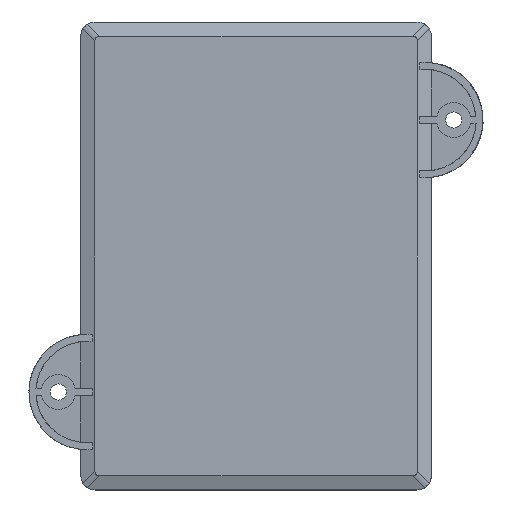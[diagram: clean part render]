
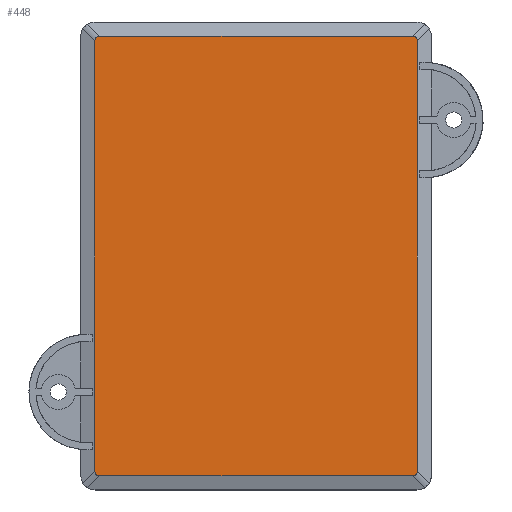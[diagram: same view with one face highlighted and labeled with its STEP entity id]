
A CAD part, front view. The second image highlights one B-rep face of the part: STEP entity #448.
In plain terms, the highlighted planar face has unit normal (0, -1, 0).
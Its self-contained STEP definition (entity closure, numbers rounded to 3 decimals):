
#407 = VERTEX_POINT ( 'NONE', #28158 ) ;
#435 = VERTEX_POINT ( 'NONE', #28210 ) ;
#443 = ORIENTED_EDGE ( 'NONE', *, *, #451, .T. ) ;
#444 = EDGE_LOOP ( 'NONE', ( #443, #447, #446, #32115, #470, #473, #457, #454 ) ) ;
#446 = ORIENTED_EDGE ( 'NONE', *, *, #27178, .T. ) ;
#447 = ORIENTED_EDGE ( 'NONE', *, *, #449, .T. ) ;
#448 = ADVANCED_FACE ( 'NONE', ( #28196 ), #28193, .T. ) ;
#449 = EDGE_CURVE ( 'NONE', #407, #27152, #28233, .T. ) ;
#451 = EDGE_CURVE ( 'NONE', #435, #407, #28198, .T. ) ;
#454 = ORIENTED_EDGE ( 'NONE', *, *, #462, .T. ) ;
#457 = ORIENTED_EDGE ( 'NONE', *, *, #27007, .T. ) ;
#459 = EDGE_CURVE ( 'NONE', #474, #472, #28250, .T. ) ;
#462 = EDGE_CURVE ( 'NONE', #27035, #435, #28242, .T. ) ;
#467 = EDGE_CURVE ( 'NONE', #472, #27028, #28265, .T. ) ;
#470 = ORIENTED_EDGE ( 'NONE', *, *, #459, .T. ) ;
#472 = VERTEX_POINT ( 'NONE', #28272 ) ;
#473 = ORIENTED_EDGE ( 'NONE', *, *, #467, .T. ) ;
#474 = VERTEX_POINT ( 'NONE', #28267 ) ;
#485 = EDGE_CURVE ( 'NONE', #27170, #474, #28287, .T. ) ;
#22733 = DIRECTION ( 'NONE',  ( 0., 0., -1. ) ) ;
#22734 = VECTOR ( 'NONE', #22733, 1000. ) ;
#22735 = CARTESIAN_POINT ( 'NONE',  ( 2.762, 0., -80.253 ) ) ;
#22736 = LINE ( 'NONE', #22735, #22734 ) ;
#22790 = CARTESIAN_POINT ( 'NONE',  ( 2.762, 0., -76.961 ) ) ;
#22797 = CARTESIAN_POINT ( 'NONE',  ( 2.762, 0., -2.355 ) ) ;
#22986 = CARTESIAN_POINT ( 'NONE',  ( 58.652, 0., -76.961 ) ) ;
#23046 = CARTESIAN_POINT ( 'NONE',  ( 58.652, 0., -2.355 ) ) ;
#23065 = DIRECTION ( 'NONE',  ( 0., 0., 1. ) ) ;
#23066 = VECTOR ( 'NONE', #23065, 1000. ) ;
#23067 = CARTESIAN_POINT ( 'NONE',  ( 58.652, 0., 0.936 ) ) ;
#23068 = LINE ( 'NONE', #23067, #23066 ) ;
#27007 = EDGE_CURVE ( 'NONE', #27028, #27035, #22736, .T. ) ;
#27028 = VERTEX_POINT ( 'NONE', #22797 ) ;
#27035 = VERTEX_POINT ( 'NONE', #22790 ) ;
#27152 = VERTEX_POINT ( 'NONE', #22986 ) ;
#27170 = VERTEX_POINT ( 'NONE', #23046 ) ;
#27178 = EDGE_CURVE ( 'NONE', #27152, #27170, #23068, .T. ) ;
#28158 = CARTESIAN_POINT ( 'NONE',  ( 57.81, 0., -77.803 ) ) ;
#28188 = DIRECTION ( 'NONE',  ( 0., -1., 0. ) ) ;
#28189 = CARTESIAN_POINT ( 'NONE',  ( 0., 0., 0. ) ) ;
#28190 = AXIS2_PLACEMENT_3D ( 'NONE', #28189, #28188, #28236 ) ;
#28193 = PLANE ( 'NONE',  #28190 ) ;
#28196 = FACE_OUTER_BOUND ( 'NONE', #444, .T. ) ;
#28198 = LINE ( 'NONE', #28228, #28227 ) ;
#28210 = CARTESIAN_POINT ( 'NONE',  ( 3.604, 0., -77.803 ) ) ;
#28226 = DIRECTION ( 'NONE',  ( 1., 0., 0. ) ) ;
#28227 = VECTOR ( 'NONE', #28226, 1000. ) ;
#28228 = CARTESIAN_POINT ( 'NONE',  ( 61.102, 0., -77.803 ) ) ;
#28229 = CARTESIAN_POINT ( 'NONE',  ( 58.652, 0., -76.961 ) ) ;
#28230 = CARTESIAN_POINT ( 'NONE',  ( 58.652, 0., -77.517 ) ) ;
#28231 = CARTESIAN_POINT ( 'NONE',  ( 58.366, 0., -77.803 ) ) ;
#28232 = CARTESIAN_POINT ( 'NONE',  ( 57.81, 0., -77.803 ) ) ;
#28233 =( BOUNDED_CURVE ( )  B_SPLINE_CURVE ( 3, ( #28232, #28231, #28230, #28229 ),
 .UNSPECIFIED., .F., .T. ) 
 B_SPLINE_CURVE_WITH_KNOTS ( ( 4, 4 ),
 ( 2.9, 3.383 ),
 .UNSPECIFIED. ) 
 CURVE ( )  GEOMETRIC_REPRESENTATION_ITEM ( )  RATIONAL_B_SPLINE_CURVE ( ( 1., 0.981, 0.981, 1. ) ) 
 REPRESENTATION_ITEM ( '' )  );
#28236 = DIRECTION ( 'NONE',  ( 0., 0., -1. ) ) ;
#28237 = CARTESIAN_POINT ( 'NONE',  ( 3.604, 0., -77.803 ) ) ;
#28238 = CARTESIAN_POINT ( 'NONE',  ( 3.048, 0., -77.803 ) ) ;
#28239 = CARTESIAN_POINT ( 'NONE',  ( 2.762, 0., -77.517 ) ) ;
#28240 = CARTESIAN_POINT ( 'NONE',  ( 2.762, 0., -76.961 ) ) ;
#28242 =( BOUNDED_CURVE ( )  B_SPLINE_CURVE ( 3, ( #28240, #28239, #28238, #28237 ),
 .UNSPECIFIED., .F., .T. ) 
 B_SPLINE_CURVE_WITH_KNOTS ( ( 4, 4 ),
 ( 2.9, 3.383 ),
 .UNSPECIFIED. ) 
 CURVE ( )  GEOMETRIC_REPRESENTATION_ITEM ( )  RATIONAL_B_SPLINE_CURVE ( ( 1., 0.981, 0.981, 1. ) ) 
 REPRESENTATION_ITEM ( '' )  );
#28247 = DIRECTION ( 'NONE',  ( -1., 0., 0. ) ) ;
#28248 = VECTOR ( 'NONE', #28247, 1000. ) ;
#28249 = CARTESIAN_POINT ( 'NONE',  ( 0.312, 0., -1.514 ) ) ;
#28250 = LINE ( 'NONE', #28249, #28248 ) ;
#28259 = CARTESIAN_POINT ( 'NONE',  ( 2.762, 0., -2.355 ) ) ;
#28260 = CARTESIAN_POINT ( 'NONE',  ( 2.762, 0., -1.8 ) ) ;
#28261 = CARTESIAN_POINT ( 'NONE',  ( 3.048, 0., -1.514 ) ) ;
#28262 = CARTESIAN_POINT ( 'NONE',  ( 3.604, 0., -1.514 ) ) ;
#28265 =( BOUNDED_CURVE ( )  B_SPLINE_CURVE ( 3, ( #28262, #28261, #28260, #28259 ),
 .UNSPECIFIED., .F., .T. ) 
 B_SPLINE_CURVE_WITH_KNOTS ( ( 4, 4 ),
 ( 6.042, 6.525 ),
 .UNSPECIFIED. ) 
 CURVE ( )  GEOMETRIC_REPRESENTATION_ITEM ( )  RATIONAL_B_SPLINE_CURVE ( ( 1., 0.981, 0.981, 1. ) ) 
 REPRESENTATION_ITEM ( '' )  );
#28267 = CARTESIAN_POINT ( 'NONE',  ( 57.81, 0., -1.514 ) ) ;
#28272 = CARTESIAN_POINT ( 'NONE',  ( 3.604, 0., -1.514 ) ) ;
#28283 = CARTESIAN_POINT ( 'NONE',  ( 57.81, 0., -1.514 ) ) ;
#28284 = CARTESIAN_POINT ( 'NONE',  ( 58.366, 0., -1.514 ) ) ;
#28285 = CARTESIAN_POINT ( 'NONE',  ( 58.652, 0., -1.8 ) ) ;
#28286 = CARTESIAN_POINT ( 'NONE',  ( 58.652, 0., -2.355 ) ) ;
#28287 =( BOUNDED_CURVE ( )  B_SPLINE_CURVE ( 3, ( #28286, #28285, #28284, #28283 ),
 .UNSPECIFIED., .F., .T. ) 
 B_SPLINE_CURVE_WITH_KNOTS ( ( 4, 4 ),
 ( 6.042, 6.525 ),
 .UNSPECIFIED. ) 
 CURVE ( )  GEOMETRIC_REPRESENTATION_ITEM ( )  RATIONAL_B_SPLINE_CURVE ( ( 1., 0.981, 0.981, 1. ) ) 
 REPRESENTATION_ITEM ( '' )  );
#32115 = ORIENTED_EDGE ( 'NONE', *, *, #485, .T. ) ;
